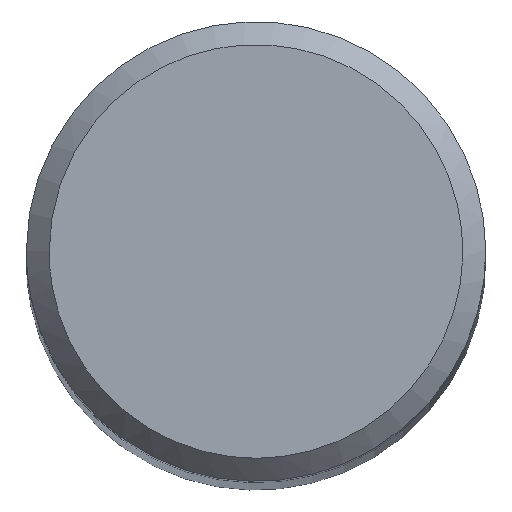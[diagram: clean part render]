
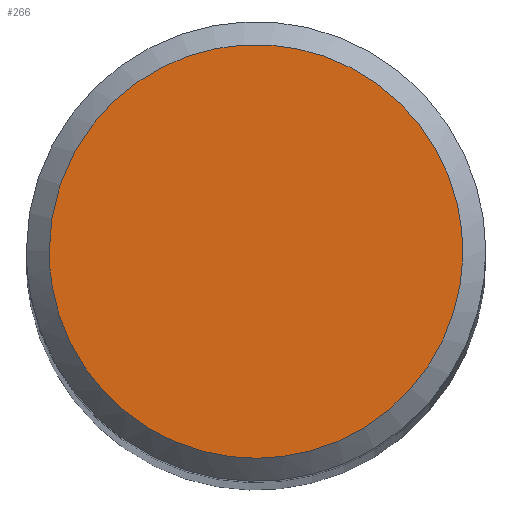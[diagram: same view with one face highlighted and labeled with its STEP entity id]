
A CAD part, top view. The second image highlights one B-rep face of the part: STEP entity #266.
In plain terms, the highlighted planar face has unit normal (0, 0, 1).
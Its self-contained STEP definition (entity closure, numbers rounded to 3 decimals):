
#217 = VERTEX_POINT('', #218);
#218 = CARTESIAN_POINT('', (-1.26, 0., 0.));
#223 = EDGE_CURVE('', #217, #217, #224, .T.);
#224 = (
   BOUNDED_CURVE ()
   B_SPLINE_CURVE (2, (#225, #226, #227, #228, #229, #230, #231, #232, #233), .UNSPECIFIED., .T., .U.)
   B_SPLINE_CURVE_WITH_KNOTS ((3, 2, 2, 2, 3), (6.283, 7.854, 9.425, 10.996, 12.566), .UNSPECIFIED.)
   CURVE ()
   GEOMETRIC_REPRESENTATION_ITEM ()
   RATIONAL_B_SPLINE_CURVE ((1., 0.707, 1., 0.707, 1., 0.707, 1., 0.707, 1.))
   REPRESENTATION_ITEM ('')
);
#225 = CARTESIAN_POINT('', (-1.26, 0., 0.));
#226 = CARTESIAN_POINT('', (-1.26, 1.26, 0.));
#227 = CARTESIAN_POINT('', (0., 1.26, 0.));
#228 = CARTESIAN_POINT('', (1.26, 1.26, 0.));
#229 = CARTESIAN_POINT('', (1.26, 0., 0.));
#230 = CARTESIAN_POINT('', (1.26, -1.26, 0.));
#231 = CARTESIAN_POINT('', (0., -1.26, 0.));
#232 = CARTESIAN_POINT('', (-1.26, -1.26, 0.));
#233 = CARTESIAN_POINT('', (-1.26, 0., 0.));
#266 = ADVANCED_FACE('', (#267), #270, .T.);
#267 = FACE_OUTER_BOUND('', #268, .T.);
#268 = EDGE_LOOP('', (#269));
#269 = ORIENTED_EDGE('', *, *, #223, .F.);
#270 = PLANE('', #271);
#271 = AXIS2_PLACEMENT_3D('', #272, #273, #274);
#272 = CARTESIAN_POINT('', (1.96, -1.96, 0.));
#273 = DIRECTION('', (0., 0., 1.));
#274 = DIRECTION('', (0., 1., 0.));
